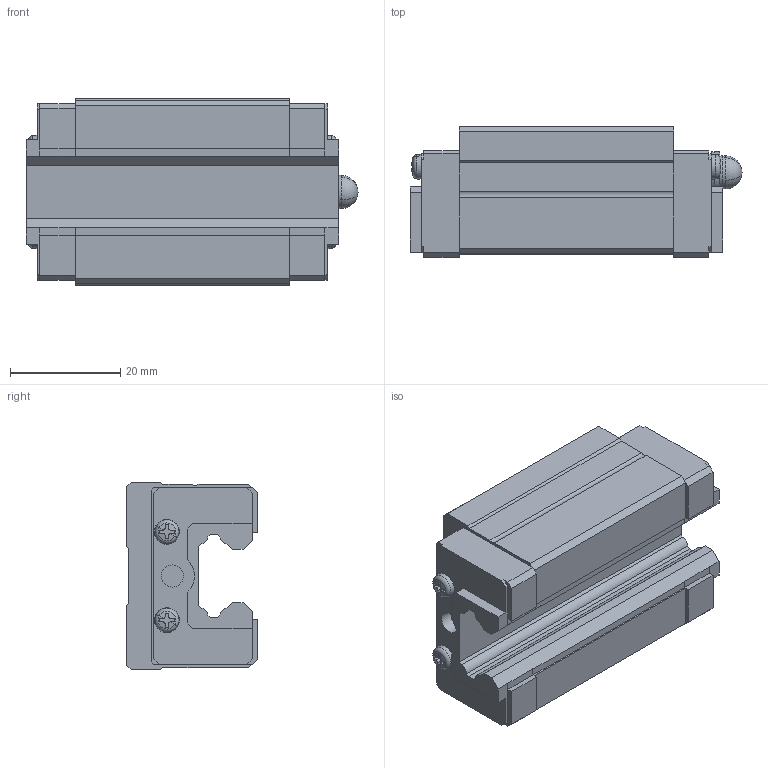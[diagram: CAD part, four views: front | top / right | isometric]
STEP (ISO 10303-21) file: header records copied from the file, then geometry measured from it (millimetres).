
FILE_DESCRIPTION(('CATIA V5 STEP Exchange'),'2;1');
FILE_NAME('HSV15RSS_BLOCK_PB1021B.stp','2015-11-25T02:54:04+00:00',('none'),('none'),'Version 5-6 Release 2012','CATIA V5 STEP AP203','none');
FILE_SCHEMA(('CONFIG_CONTROL_DESIGN'));
Length unit declared in the file: millimetre
Products named in the file (1): HSV15RSS_BLOCK_PB1021B
Assembly tree (6 placements, depth 2):
  HSV15RSS_BLOCK_PB1021B
    #57
    #4340  x4
    #5165
Bounding box: 60.1 x 23.7 x 34 mm (x, y, z)
Volume: 31985.3 mm3; surface area: 9446.6 mm2
Topology: 6 solids, 6 shells, 260 faces, 699 edges, 480 vertices
Faces by surface type: plane 170, cylinder 46, cone 24, sphere 12, torus 8
Entity records: 5622 total; most frequent: CARTESIAN_POINT 1109, ORIENTED_EDGE 1002, DIRECTION 751, EDGE_CURVE 501, VECTOR 390, LINE 390, VERTEX_POINT 327, AXIS2_PLACEMENT_3D 227
